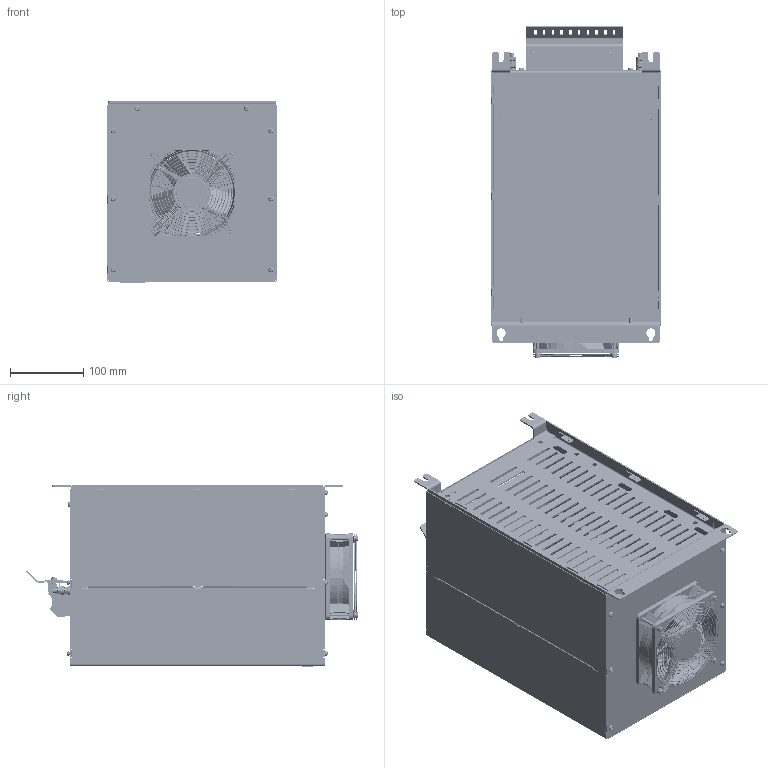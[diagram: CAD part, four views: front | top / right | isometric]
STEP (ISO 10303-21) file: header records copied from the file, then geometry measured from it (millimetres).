
FILE_DESCRIPTION(/* description */ (''),/* implementation_level */ '2;1');
FILE_NAME(/* name */ 'X2.3 IP20 ef.stp',/* time_stamp */ '2019-01-11T09:07:24+01:00',/* author */ ('f.rambuscheck'),/* organization */ (''),/* preprocessor_version */ 'ST-DEVELOPER v17',/* originating_system */ 'Autodesk Inventor 2018',/* authorisation */ '');
FILE_SCHEMA (('AUTOMOTIVE_DESIGN { 1 0 10303 214 3 1 1 }'));
Products named in the file (1): X2.3 IP20 ef
Bounding box: 232 x 454.45 x 248.5 mm (x, y, z)
Volume: 44609.8 mm3; surface area: 1192586.5 mm2
Topology: 21 solids, 22 shells, 10397 faces, 28917 edges, 18966 vertices
Faces by surface type: plane 6739, cylinder 2012, bspline 1363, torus 152, cone 111, sphere 20
Full cylindrical faces by diameter (mm): 1.2 x4, 1.5 x16, 2.459 x4, 3.242 x4, 3.6 x16, 4 x61, 4.2 x4, 4.3 x14, 4.31 x2, 5 x10, 5.459 x2, 5.6 x3, 6 x8, 6.32 x12, 6.4 x6, 6.5 x10, 6.6 x1, 7 x24, 8.5 x2, 8.7 x2, 9 x4, 11.4 x1, 12 x6, 42.4 x1, 44.1 x1, 51.5 x1, 52 x1, 113.8 x1
Entity records: 381100 total; most frequent: CARTESIAN_POINT 111608, ORIENTED_EDGE 57742, DIRECTION 48805, EDGE_CURVE 28871, LINE 19973, VECTOR 19973, VERTEX_POINT 18982, AXIS2_PLACEMENT_3D 14416
